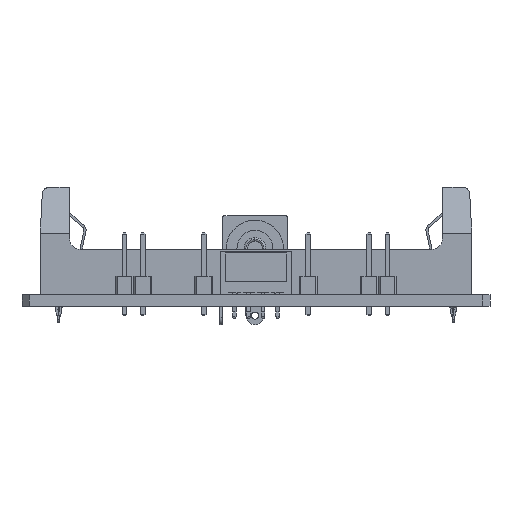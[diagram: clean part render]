
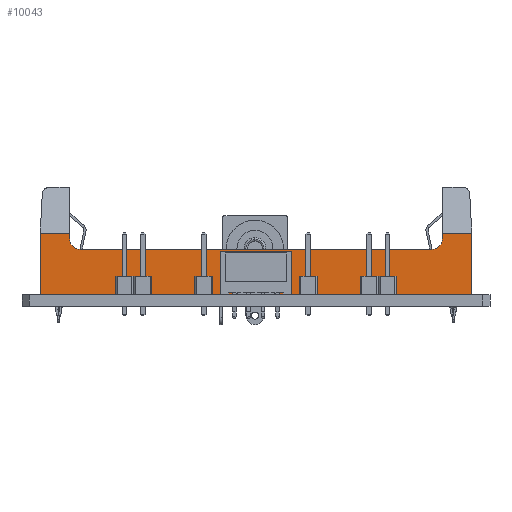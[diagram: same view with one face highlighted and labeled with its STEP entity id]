
A CAD part, front view. The second image highlights one B-rep face of the part: STEP entity #10043.
In plain terms, the highlighted face is planar.
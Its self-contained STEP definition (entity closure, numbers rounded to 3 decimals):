
#2808 = VERTEX_POINT('',#2809);
#2809 = CARTESIAN_POINT('',(-24.892,0.,-8.128));
#2815 = EDGE_CURVE('',#2808,#2816,#2818,.T.);
#2816 = VERTEX_POINT('',#2817);
#2817 = CARTESIAN_POINT('',(-2.54,0.,-8.128));
#2818 = LINE('',#2819,#2820);
#2819 = CARTESIAN_POINT('',(-25.908,0.,-8.128));
#2820 = VECTOR('',#2821,1.);
#2821 = DIRECTION('',(1.,0.,0.));
#2840 = VERTEX_POINT('',#2841);
#2841 = CARTESIAN_POINT('',(2.54,0.,-8.128));
#2847 = EDGE_CURVE('',#2840,#2848,#2850,.T.);
#2848 = VERTEX_POINT('',#2849);
#2849 = CARTESIAN_POINT('',(24.892,0.,-8.128));
#2850 = LINE('',#2851,#2852);
#2851 = CARTESIAN_POINT('',(-25.908,0.,-8.128));
#2852 = VECTOR('',#2853,1.);
#2853 = DIRECTION('',(1.,0.,0.));
#6692 = VERTEX_POINT('',#6693);
#6693 = CARTESIAN_POINT('',(-24.333,6.223,-8.128));
#6701 = VERTEX_POINT('',#6702);
#6702 = CARTESIAN_POINT('',(-25.908,7.798,-8.128));
#6708 = EDGE_CURVE('',#6701,#6692,#6709,.T.);
#6709 = CIRCLE('',#6710,1.575);
#6710 = AXIS2_PLACEMENT_3D('',#6711,#6712,#6713);
#6711 = CARTESIAN_POINT('',(-24.333,7.798,-8.128));
#6712 = DIRECTION('',(0.,-0.,1.));
#6713 = DIRECTION('',(-1.,0.,0.));
#6756 = VERTEX_POINT('',#6757);
#6757 = CARTESIAN_POINT('',(25.908,7.798,-8.128));
#6765 = VERTEX_POINT('',#6766);
#6766 = CARTESIAN_POINT('',(24.333,6.223,-8.128));
#6772 = EDGE_CURVE('',#6765,#6756,#6773,.T.);
#6773 = CIRCLE('',#6774,1.575);
#6774 = AXIS2_PLACEMENT_3D('',#6775,#6776,#6777);
#6775 = CARTESIAN_POINT('',(24.333,7.798,-8.128));
#6776 = DIRECTION('',(0.,-0.,1.));
#6777 = DIRECTION('',(-1.,0.,0.));
#7008 = VERTEX_POINT('',#7009);
#7009 = CARTESIAN_POINT('',(-2.54,4.572,-8.128));
#7017 = EDGE_CURVE('',#7018,#7008,#7020,.T.);
#7018 = VERTEX_POINT('',#7019);
#7019 = CARTESIAN_POINT('',(2.54,4.572,-8.128));
#7020 = LINE('',#7021,#7022);
#7021 = CARTESIAN_POINT('',(-2.54,4.572,-8.128));
#7022 = VECTOR('',#7023,1.);
#7023 = DIRECTION('',(-1.,-0.,-0.));
#7055 = EDGE_CURVE('',#7018,#2840,#7056,.T.);
#7056 = LINE('',#7057,#7058);
#7057 = CARTESIAN_POINT('',(2.54,4.572,-8.128));
#7058 = VECTOR('',#7059,1.);
#7059 = DIRECTION('',(0.,-1.,0.));
#7087 = EDGE_CURVE('',#7008,#2816,#7088,.T.);
#7088 = LINE('',#7089,#7090);
#7089 = CARTESIAN_POINT('',(-2.54,4.572,-8.128));
#7090 = VECTOR('',#7091,1.);
#7091 = DIRECTION('',(0.,-1.,0.));
#7807 = EDGE_CURVE('',#7808,#7810,#7812,.T.);
#7808 = VERTEX_POINT('',#7809);
#7809 = CARTESIAN_POINT('',(29.972,-0.381,-8.128));
#7810 = VERTEX_POINT('',#7811);
#7811 = CARTESIAN_POINT('',(24.892,-0.381,-8.128));
#7812 = LINE('',#7813,#7814);
#7813 = CARTESIAN_POINT('',(29.972,-0.381,-8.128));
#7814 = VECTOR('',#7815,1.);
#7815 = DIRECTION('',(-1.,0.,0.));
#7848 = EDGE_CURVE('',#7810,#2848,#7849,.T.);
#7849 = LINE('',#7850,#7851);
#7850 = CARTESIAN_POINT('',(24.892,-0.381,-8.128));
#7851 = VECTOR('',#7852,1.);
#7852 = DIRECTION('',(0.,1.,0.));
#8097 = VERTEX_POINT('',#8098);
#8098 = CARTESIAN_POINT('',(-29.972,-0.381,-8.128));
#8106 = EDGE_CURVE('',#8107,#8097,#8109,.T.);
#8107 = VERTEX_POINT('',#8108);
#8108 = CARTESIAN_POINT('',(-24.892,-0.381,-8.128));
#8109 = LINE('',#8110,#8111);
#8110 = CARTESIAN_POINT('',(-29.972,-0.381,-8.128));
#8111 = VECTOR('',#8112,1.);
#8112 = DIRECTION('',(-1.,-0.,-0.));
#8177 = EDGE_CURVE('',#8107,#2808,#8178,.T.);
#8178 = LINE('',#8179,#8180);
#8179 = CARTESIAN_POINT('',(-24.892,-0.381,-8.128));
#8180 = VECTOR('',#8181,1.);
#8181 = DIRECTION('',(0.,1.,0.));
#8638 = VERTEX_POINT('',#8639);
#8639 = CARTESIAN_POINT('',(-29.972,8.509,-8.128));
#8804 = VERTEX_POINT('',#8805);
#8805 = CARTESIAN_POINT('',(-25.908,8.509,-8.128));
#8811 = EDGE_CURVE('',#8638,#8804,#8812,.T.);
#8812 = LINE('',#8813,#8814);
#8813 = CARTESIAN_POINT('',(-29.972,8.509,-8.128));
#8814 = VECTOR('',#8815,1.);
#8815 = DIRECTION('',(1.,-0.,-0.));
#9065 = VERTEX_POINT('',#9066);
#9066 = CARTESIAN_POINT('',(29.972,8.509,-8.128));
#9256 = EDGE_CURVE('',#7808,#9065,#9257,.T.);
#9257 = LINE('',#9258,#9259);
#9258 = CARTESIAN_POINT('',(29.972,0.,-8.128));
#9259 = VECTOR('',#9260,1.);
#9260 = DIRECTION('',(0.,1.,0.));
#9468 = EDGE_CURVE('',#9065,#9469,#9471,.T.);
#9469 = VERTEX_POINT('',#9470);
#9470 = CARTESIAN_POINT('',(25.908,8.509,-8.128));
#9471 = LINE('',#9472,#9473);
#9472 = CARTESIAN_POINT('',(29.972,8.509,-8.128));
#9473 = VECTOR('',#9474,1.);
#9474 = DIRECTION('',(-1.,-0.,-0.));
#9490 = EDGE_CURVE('',#6756,#9469,#9491,.T.);
#9491 = LINE('',#9492,#9493);
#9492 = CARTESIAN_POINT('',(25.908,0.,-8.128));
#9493 = VECTOR('',#9494,1.);
#9494 = DIRECTION('',(0.,1.,0.));
#9527 = EDGE_CURVE('',#6692,#6765,#9528,.T.);
#9528 = LINE('',#9529,#9530);
#9529 = CARTESIAN_POINT('',(-25.908,6.223,-8.128));
#9530 = VECTOR('',#9531,1.);
#9531 = DIRECTION('',(1.,0.,0.));
#9616 = EDGE_CURVE('',#8097,#8638,#9617,.T.);
#9617 = LINE('',#9618,#9619);
#9618 = CARTESIAN_POINT('',(-29.972,0.,-8.128));
#9619 = VECTOR('',#9620,1.);
#9620 = DIRECTION('',(0.,1.,0.));
#9634 = EDGE_CURVE('',#6701,#8804,#9635,.T.);
#9635 = LINE('',#9636,#9637);
#9636 = CARTESIAN_POINT('',(-25.908,0.,-8.128));
#9637 = VECTOR('',#9638,1.);
#9638 = DIRECTION('',(0.,1.,0.));
#10043 = ADVANCED_FACE('',(#10044),#10064,.T.);
#10044 = FACE_BOUND('',#10045,.T.);
#10045 = EDGE_LOOP('',(#10046,#10047,#10048,#10049,#10050,#10051,#10052,
    #10053,#10054,#10055,#10056,#10057,#10058,#10059,#10060,#10061,
    #10062,#10063));
#10046 = ORIENTED_EDGE('',*,*,#7017,.T.);
#10047 = ORIENTED_EDGE('',*,*,#7087,.T.);
#10048 = ORIENTED_EDGE('',*,*,#2815,.F.);
#10049 = ORIENTED_EDGE('',*,*,#8177,.F.);
#10050 = ORIENTED_EDGE('',*,*,#8106,.T.);
#10051 = ORIENTED_EDGE('',*,*,#9616,.T.);
#10052 = ORIENTED_EDGE('',*,*,#8811,.T.);
#10053 = ORIENTED_EDGE('',*,*,#9634,.F.);
#10054 = ORIENTED_EDGE('',*,*,#6708,.T.);
#10055 = ORIENTED_EDGE('',*,*,#9527,.T.);
#10056 = ORIENTED_EDGE('',*,*,#6772,.T.);
#10057 = ORIENTED_EDGE('',*,*,#9490,.T.);
#10058 = ORIENTED_EDGE('',*,*,#9468,.F.);
#10059 = ORIENTED_EDGE('',*,*,#9256,.F.);
#10060 = ORIENTED_EDGE('',*,*,#7807,.T.);
#10061 = ORIENTED_EDGE('',*,*,#7848,.T.);
#10062 = ORIENTED_EDGE('',*,*,#2847,.F.);
#10063 = ORIENTED_EDGE('',*,*,#7055,.F.);
#10064 = PLANE('',#10065);
#10065 = AXIS2_PLACEMENT_3D('',#10066,#10067,#10068);
#10066 = CARTESIAN_POINT('',(-25.908,0.,-8.128));
#10067 = DIRECTION('',(0.,0.,-1.));
#10068 = DIRECTION('',(-1.,0.,-0.));
